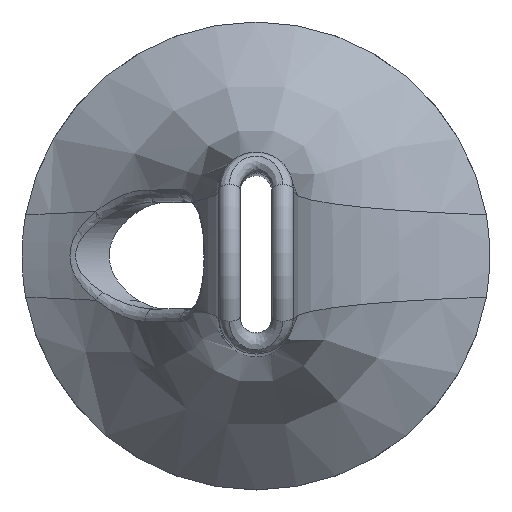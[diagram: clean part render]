
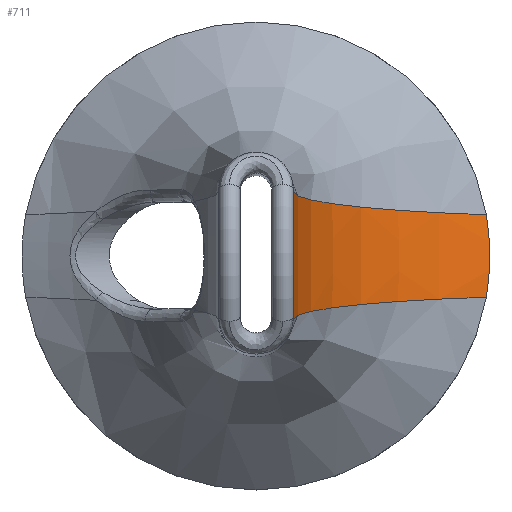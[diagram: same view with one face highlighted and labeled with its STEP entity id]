
A CAD part, top view. The second image highlights one B-rep face of the part: STEP entity #711.
In plain terms, the highlighted free-form (B-spline) face has degree [3, 3] with [6, 4] control points.
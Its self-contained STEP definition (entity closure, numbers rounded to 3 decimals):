
#107=FACE_OUTER_BOUND('',#150,.T.);
#150=EDGE_LOOP('',(#625,#626,#627,#628));
#168=CIRCLE('',#744,30.);
#190=CIRCLE('',#781,30.);
#191=CIRCLE('',#782,22.);
#240=B_SPLINE_CURVE_WITH_KNOTS('',3,(#2046,#2047,#2048,#2049),
 .UNSPECIFIED.,.F.,.F.,(4,4),(-22.763,-21.563),
 .UNSPECIFIED.);
#277=VERTEX_POINT('',#1503);
#278=VERTEX_POINT('',#1515);
#298=VERTEX_POINT('',#2044);
#312=VERTEX_POINT('',#2610);
#356=EDGE_CURVE('',#278,#277,#168,.T.);
#387=EDGE_CURVE('',#277,#298,#240,.T.);
#419=EDGE_CURVE('',#312,#298,#190,.T.);
#420=EDGE_CURVE('',#312,#278,#191,.T.);
#625=ORIENTED_EDGE('',*,*,#356,.T.);
#626=ORIENTED_EDGE('',*,*,#387,.T.);
#627=ORIENTED_EDGE('',*,*,#419,.F.);
#628=ORIENTED_EDGE('',*,*,#420,.T.);
#672=B_SPLINE_SURFACE_WITH_KNOTS('',3,3,((#2613,#2614,#2615,#2616),(#2617,
#2618,#2619,#2620),(#2621,#2622,#2623,#2624),(#2625,#2626,#2627,#2628),
(#2629,#2630,#2631,#2632),(#2633,#2634,#2635,#2636)),.UNSPECIFIED.,.F.,
 .F.,.F.,(4,1,1,4),(4,4),(0.,0.286,0.571,1.),(-22.763,
-21.563),.UNSPECIFIED.);
#711=ADVANCED_FACE('',(#107),#672,.T.);
#744=AXIS2_PLACEMENT_3D('',#1516,#826,#827);
#781=AXIS2_PLACEMENT_3D('',#2612,#911,#912);
#782=AXIS2_PLACEMENT_3D('',#2637,#913,#914);
#826=DIRECTION('center_axis',(0.,0.997,-0.077));
#827=DIRECTION('ref_axis',(-0.395,-0.071,-0.916));
#911=DIRECTION('center_axis',(0.,0.997,0.077));
#912=DIRECTION('ref_axis',(-0.395,0.071,-0.916));
#913=DIRECTION('center_axis',(0.,0.,1.));
#914=DIRECTION('ref_axis',(1.,0.,0.));
#1503=CARTESIAN_POINT('',(3.5,6.,27.481));
#1515=CARTESIAN_POINT('',(21.655,3.879,0.));
#1516=CARTESIAN_POINT('Origin',(33.5,6.,27.481));
#2044=CARTESIAN_POINT('',(3.5,-6.,27.481));
#2046=CARTESIAN_POINT('Ctrl Pts',(3.5,6.,27.481));
#2047=CARTESIAN_POINT('Ctrl Pts',(3.5,2.006,27.789));
#2048=CARTESIAN_POINT('Ctrl Pts',(3.5,-2.01,27.789));
#2049=CARTESIAN_POINT('Ctrl Pts',(3.5,-6.,27.481));
#2610=CARTESIAN_POINT('',(21.655,-3.879,0.));
#2612=CARTESIAN_POINT('Origin',(33.5,-6.,27.481));
#2613=CARTESIAN_POINT('Ctrl Pts',(21.655,3.879,0.));
#2614=CARTESIAN_POINT('Ctrl Pts',(22.103,1.377,0.));
#2615=CARTESIAN_POINT('Ctrl Pts',(22.103,-1.38,0.));
#2616=CARTESIAN_POINT('Ctrl Pts',(21.655,-3.879,0.));
#2617=CARTESIAN_POINT('Ctrl Pts',(18.597,3.98,1.31));
#2618=CARTESIAN_POINT('Ctrl Pts',(18.981,1.404,1.284));
#2619=CARTESIAN_POINT('Ctrl Pts',(18.981,-1.407,1.284));
#2620=CARTESIAN_POINT('Ctrl Pts',(18.597,-3.98,1.31));
#2621=CARTESIAN_POINT('Ctrl Pts',(12.928,4.261,4.955));
#2622=CARTESIAN_POINT('Ctrl Pts',(13.179,1.484,4.918));
#2623=CARTESIAN_POINT('Ctrl Pts',(13.179,-1.486,4.918));
#2624=CARTESIAN_POINT('Ctrl Pts',(12.928,-4.261,4.955));
#2625=CARTESIAN_POINT('Ctrl Pts',(5.622,4.976,14.215));
#2626=CARTESIAN_POINT('Ctrl Pts',(5.682,1.696,14.283));
#2627=CARTESIAN_POINT('Ctrl Pts',(5.682,-1.699,14.283));
#2628=CARTESIAN_POINT('Ctrl Pts',(5.622,-4.976,14.215));
#2629=CARTESIAN_POINT('Ctrl Pts',(3.5,5.616,22.503));
#2630=CARTESIAN_POINT('Ctrl Pts',(3.499,1.89,22.721));
#2631=CARTESIAN_POINT('Ctrl Pts',(3.499,-1.893,22.721));
#2632=CARTESIAN_POINT('Ctrl Pts',(3.5,-5.616,22.503));
#2633=CARTESIAN_POINT('Ctrl Pts',(3.5,6.,27.481));
#2634=CARTESIAN_POINT('Ctrl Pts',(3.5,2.006,27.789));
#2635=CARTESIAN_POINT('Ctrl Pts',(3.5,-2.01,27.789));
#2636=CARTESIAN_POINT('Ctrl Pts',(3.5,-6.,27.481));
#2637=CARTESIAN_POINT('Origin',(0.,0.,0.));
